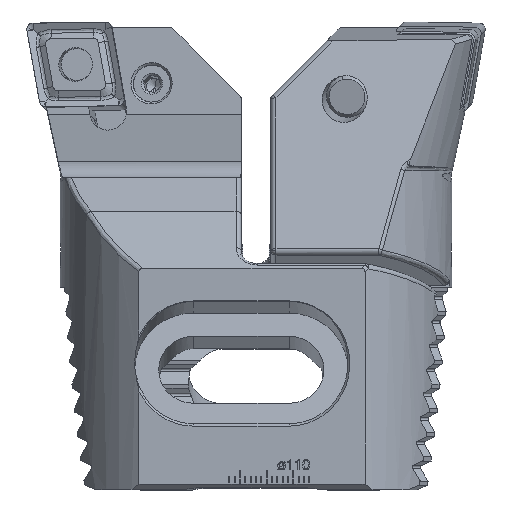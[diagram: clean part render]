
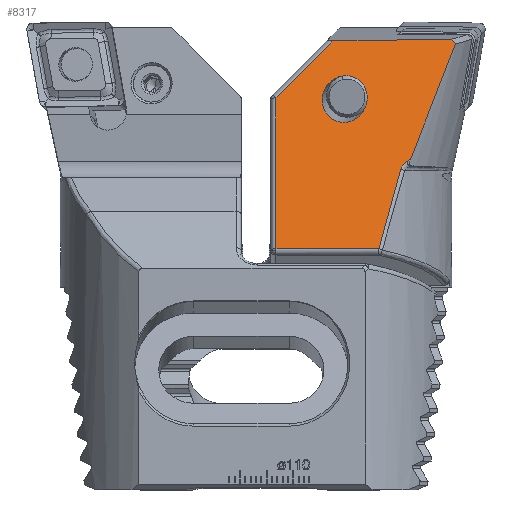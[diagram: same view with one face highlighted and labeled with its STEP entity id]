
A CAD part, top view. The second image highlights one B-rep face of the part: STEP entity #8317.
In plain terms, the highlighted face is planar.
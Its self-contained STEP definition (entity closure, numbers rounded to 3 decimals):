
#75 = VECTOR ( 'NONE', #15616, 1000. ) ;
#315 = CARTESIAN_POINT ( 'NONE',  ( 19.949, -42.339, -27.941 ) ) ;
#387 = CARTESIAN_POINT ( 'NONE',  ( 6.386, -3.023, -17.406 ) ) ;
#1338 = CARTESIAN_POINT ( 'NONE',  ( 26.162, -9.885, -19.245 ) ) ;
#1591 = VERTEX_POINT ( 'NONE', #11309 ) ;
#1606 =( BOUNDED_CURVE ( )  B_SPLINE_CURVE ( 3, ( #3261, #9884, #5928, #15272 ),
 .UNSPECIFIED., .F., .F. ) 
 B_SPLINE_CURVE_WITH_KNOTS ( ( 4, 4 ),
 ( 3.432, 6.573 ),
 .UNSPECIFIED. ) 
 CURVE ( )  GEOMETRIC_REPRESENTATION_ITEM ( )  RATIONAL_B_SPLINE_CURVE ( ( 1., 0.333, 0.333, 1. ) ) 
 REPRESENTATION_ITEM ( '' )  );
#1993 = CARTESIAN_POINT ( 'NONE',  ( 15.857, -27.455, -23.953 ) ) ;
#2159 = CARTESIAN_POINT ( 'NONE',  ( 85.106, -4.241, -17.733 ) ) ;
#2366 = CARTESIAN_POINT ( 'NONE',  ( 26.162, -9.885, -19.245 ) ) ;
#2432 = VERTEX_POINT ( 'NONE', #387 ) ;
#2446 = CARTESIAN_POINT ( 'NONE',  ( 19.949, -42.339, -27.941 ) ) ;
#2502 = DIRECTION ( 'NONE',  ( -1., 0., 0. ) ) ;
#2645 = B_SPLINE_CURVE_WITH_KNOTS ( 'NONE', 3,
 ( #14357, #11628, #5070, #14424, #6410, #15753, #7736, #17072 ),
 .UNSPECIFIED., .F., .F.,
 ( 4, 2, 2, 4 ),
 ( 0., 0.001, 0.001, 0.002 ),
 .UNSPECIFIED. ) ;
#2670 = CARTESIAN_POINT ( 'NONE',  ( 28.57, -3.366, -17.498 ) ) ;
#2836 = CARTESIAN_POINT ( 'NONE',  ( 14.003, -25.532, -23.438 ) ) ;
#2947 = CARTESIAN_POINT ( 'NONE',  ( 14.003, -25.532, -23.438 ) ) ;
#3040 = VERTEX_POINT ( 'NONE', #1993 ) ;
#3071 = VERTEX_POINT ( 'NONE', #14492 ) ;
#3087 = ORIENTED_EDGE ( 'NONE', *, *, #16628, .F. ) ;
#3261 = CARTESIAN_POINT ( 'NONE',  ( 26.577, -18.639, -21.591 ) ) ;
#3578 = CARTESIAN_POINT ( 'NONE',  ( 14.769, -26.041, -23.574 ) ) ;
#3595 = DIRECTION ( 'NONE',  ( 0., -0.259, 0.966 ) ) ;
#3700 = AXIS2_PLACEMENT_3D ( 'NONE', #8849, #3595, #12889 ) ;
#3786 = CARTESIAN_POINT ( 'NONE',  ( 17.111, -32.828, -25.393 ) ) ;
#3838 = VERTEX_POINT ( 'NONE', #315 ) ;
#3992 = CARTESIAN_POINT ( 'NONE',  ( 35.039, -18.639, -21.591 ) ) ;
#5004 = EDGE_CURVE ( 'NONE', #3838, #3040, #14181, .T. ) ;
#5070 = CARTESIAN_POINT ( 'NONE',  ( 15.256, -26.412, -23.673 ) ) ;
#5503 = CARTESIAN_POINT ( 'NONE',  ( 6.114, -3.311, -17.484 ) ) ;
#5715 = EDGE_CURVE ( 'NONE', #8383, #2432, #10009, .T. ) ;
#5928 = CARTESIAN_POINT ( 'NONE',  ( 17.7, -9.885, -19.245 ) ) ;
#6264 = ORIENTED_EDGE ( 'NONE', *, *, #5715, .T. ) ;
#6287 = VECTOR ( 'NONE', #2502, 1000. ) ;
#6406 = DIRECTION ( 'NONE',  ( 0.695, -0.695, -0.186 ) ) ;
#6410 = CARTESIAN_POINT ( 'NONE',  ( 15.629, -26.897, -23.803 ) ) ;
#6440 = CARTESIAN_POINT ( 'NONE',  ( 39.25, -42.339, -27.941 ) ) ;
#6514 = VERTEX_POINT ( 'NONE', #2670 ) ;
#6673 = ORIENTED_EDGE ( 'NONE', *, *, #6714, .T. ) ;
#6714 = EDGE_CURVE ( 'NONE', #1591, #12342, #7081, .T. ) ;
#6764 = CARTESIAN_POINT ( 'NONE',  ( 5.572, -3.888, -17.638 ) ) ;
#6945 = CARTESIAN_POINT ( 'NONE',  ( 8.288, -11.517, -19.682 ) ) ;
#7081 = LINE ( 'NONE', #15509, #75 ) ;
#7736 = CARTESIAN_POINT ( 'NONE',  ( 15.822, -27.307, -23.913 ) ) ;
#7856 = VECTOR ( 'NONE', #6406, 1000. ) ;
#7876 = VECTOR ( 'NONE', #12804, 1000. ) ;
#7881 = ORIENTED_EDGE ( 'NONE', *, *, #9444, .T. ) ;
#8317 = ADVANCED_FACE ( 'NONE', ( #9332, #13310 ), #10207, .F. ) ;
#8377 = ORIENTED_EDGE ( 'NONE', *, *, #14218, .F. ) ;
#8383 = VERTEX_POINT ( 'NONE', #14365 ) ;
#8806 = VERTEX_POINT ( 'NONE', #3578 ) ;
#8849 = CARTESIAN_POINT ( 'NONE',  ( 85.15, -1.612, -17.028 ) ) ;
#8879 = EDGE_CURVE ( 'NONE', #6514, #1591, #10989, .T. ) ;
#9332 = FACE_BOUND ( 'NONE', #15501, .T. ) ;
#9444 = EDGE_CURVE ( 'NONE', #8806, #3071, #11337, .T. ) ;
#9458 = CARTESIAN_POINT ( 'NONE',  ( 14.513, -25.872, -23.529 ) ) ;
#9853 = CARTESIAN_POINT ( 'NONE',  ( 26.577, -18.639, -21.591 ) ) ;
#9884 = CARTESIAN_POINT ( 'NONE',  ( 18.114, -18.639, -21.591 ) ) ;
#10009 = B_SPLINE_CURVE_WITH_KNOTS ( 'NONE', 3,
 ( #6764, #13477, #5503, #14838 ),
 .UNSPECIFIED., .F., .F.,
 ( 4, 4 ),
 ( 0., 1. ),
 .UNSPECIFIED. ) ;
#10114 = VERTEX_POINT ( 'NONE', #9853 ) ;
#10207 = PLANE ( 'NONE',  #3700 ) ;
#10788 = CARTESIAN_POINT ( 'NONE',  ( 14.258, -25.703, -23.483 ) ) ;
#10850 = ORIENTED_EDGE ( 'NONE', *, *, #12927, .T. ) ;
#10989 = LINE ( 'NONE', #15748, #7856 ) ;
#11309 = CARTESIAN_POINT ( 'NONE',  ( 39.25, -14.046, -20.36 ) ) ;
#11337 = B_SPLINE_CURVE_WITH_KNOTS ( 'NONE', 3,
 ( #12066, #9458, #10788, #2836 ),
 .UNSPECIFIED., .F., .F.,
 ( 4, 4 ),
 ( 0., 0.001 ),
 .UNSPECIFIED. ) ;
#11420 = LINE ( 'NONE', #2159, #7876 ) ;
#11530 = EDGE_LOOP ( 'NONE', ( #17169, #6264, #3087, #14151, #6673, #10850, #13214, #8377, #7881 ) ) ;
#11628 = CARTESIAN_POINT ( 'NONE',  ( 15.027, -26.212, -23.62 ) ) ;
#11732 = CARTESIAN_POINT ( 'NONE',  ( 18.478, -37.8, -26.725 ) ) ;
#12015 =( BOUNDED_CURVE ( )  B_SPLINE_CURVE ( 3, ( #1338, #15815, #3992, #13289 ),
 .UNSPECIFIED., .F., .T. ) 
 B_SPLINE_CURVE_WITH_KNOTS ( ( 4, 4 ),
 ( 0.29, 3.432 ),
 .UNSPECIFIED. ) 
 CURVE ( )  GEOMETRIC_REPRESENTATION_ITEM ( )  RATIONAL_B_SPLINE_CURVE ( ( 1., 0.333, 0.333, 1. ) ) 
 REPRESENTATION_ITEM ( '' )  );
#12066 = CARTESIAN_POINT ( 'NONE',  ( 14.769, -26.041, -23.574 ) ) ;
#12342 = VERTEX_POINT ( 'NONE', #6440 ) ;
#12547 = LINE ( 'NONE', #13028, #6287 ) ;
#12621 = EDGE_CURVE ( 'NONE', #10114, #13998, #1606, .T. ) ;
#12804 = DIRECTION ( 'NONE',  ( -1., 0.015, 0.004 ) ) ;
#12889 = DIRECTION ( 'NONE',  ( 0., -0.966, -0.259 ) ) ;
#12927 = EDGE_CURVE ( 'NONE', #12342, #3838, #12547, .T. ) ;
#13028 = CARTESIAN_POINT ( 'NONE',  ( 85.15, -42.339, -27.941 ) ) ;
#13082 = CARTESIAN_POINT ( 'NONE',  ( 15.857, -27.455, -23.953 ) ) ;
#13214 = ORIENTED_EDGE ( 'NONE', *, *, #5004, .T. ) ;
#13289 = CARTESIAN_POINT ( 'NONE',  ( 26.577, -18.639, -21.591 ) ) ;
#13310 = FACE_OUTER_BOUND ( 'NONE', #11530, .T. ) ;
#13477 = CARTESIAN_POINT ( 'NONE',  ( 5.843, -3.599, -17.561 ) ) ;
#13600 = CARTESIAN_POINT ( 'NONE',  ( 11.107, -18.752, -21.621 ) ) ;
#13654 = EDGE_CURVE ( 'NONE', #3071, #8383, #14818, .T. ) ;
#13701 = ORIENTED_EDGE ( 'NONE', *, *, #15668, .F. ) ;
#13998 = VERTEX_POINT ( 'NONE', #2366 ) ;
#14151 = ORIENTED_EDGE ( 'NONE', *, *, #8879, .T. ) ;
#14181 =( BOUNDED_CURVE ( )  B_SPLINE_CURVE ( 3, ( #2446, #11732, #3786, #13082 ),
 .UNSPECIFIED., .F., .F. ) 
 B_SPLINE_CURVE_WITH_KNOTS ( ( 4, 4 ),
 ( 3.832, 3.996 ),
 .UNSPECIFIED. ) 
 CURVE ( )  GEOMETRIC_REPRESENTATION_ITEM ( )  RATIONAL_B_SPLINE_CURVE ( ( 1., 0.998, 0.998, 1. ) ) 
 REPRESENTATION_ITEM ( '' )  );
#14218 = EDGE_CURVE ( 'NONE', #8806, #3040, #2645, .T. ) ;
#14357 = CARTESIAN_POINT ( 'NONE',  ( 14.769, -26.041, -23.574 ) ) ;
#14365 = CARTESIAN_POINT ( 'NONE',  ( 5.572, -3.888, -17.638 ) ) ;
#14424 = CARTESIAN_POINT ( 'NONE',  ( 15.544, -26.77, -23.769 ) ) ;
#14492 = CARTESIAN_POINT ( 'NONE',  ( 14.003, -25.532, -23.438 ) ) ;
#14818 =( BOUNDED_CURVE ( )  B_SPLINE_CURVE ( 3, ( #2947, #13600, #6945, #16282 ),
 .UNSPECIFIED., .F., .F. ) 
 B_SPLINE_CURVE_WITH_KNOTS ( ( 4, 4 ),
 ( 4.103, 4.285 ),
 .UNSPECIFIED. ) 
 CURVE ( )  GEOMETRIC_REPRESENTATION_ITEM ( )  RATIONAL_B_SPLINE_CURVE ( ( 1., 0.997, 0.997, 1. ) ) 
 REPRESENTATION_ITEM ( '' )  );
#14838 = CARTESIAN_POINT ( 'NONE',  ( 6.386, -3.023, -17.406 ) ) ;
#15272 = CARTESIAN_POINT ( 'NONE',  ( 26.162, -9.885, -19.245 ) ) ;
#15501 = EDGE_LOOP ( 'NONE', ( #16077, #13701 ) ) ;
#15509 = CARTESIAN_POINT ( 'NONE',  ( 39.25, -1.612, -17.028 ) ) ;
#15616 = DIRECTION ( 'NONE',  ( 0., -0.966, -0.259 ) ) ;
#15668 = EDGE_CURVE ( 'NONE', #13998, #10114, #12015, .T. ) ;
#15748 = CARTESIAN_POINT ( 'NONE',  ( 54.972, -29.768, -24.573 ) ) ;
#15753 = CARTESIAN_POINT ( 'NONE',  ( 15.767, -27.164, -23.875 ) ) ;
#15815 = CARTESIAN_POINT ( 'NONE',  ( 34.624, -9.885, -19.245 ) ) ;
#16077 = ORIENTED_EDGE ( 'NONE', *, *, #12621, .F. ) ;
#16282 = CARTESIAN_POINT ( 'NONE',  ( 5.572, -3.888, -17.638 ) ) ;
#16628 = EDGE_CURVE ( 'NONE', #6514, #2432, #11420, .T. ) ;
#17072 = CARTESIAN_POINT ( 'NONE',  ( 15.857, -27.455, -23.953 ) ) ;
#17169 = ORIENTED_EDGE ( 'NONE', *, *, #13654, .T. ) ;
